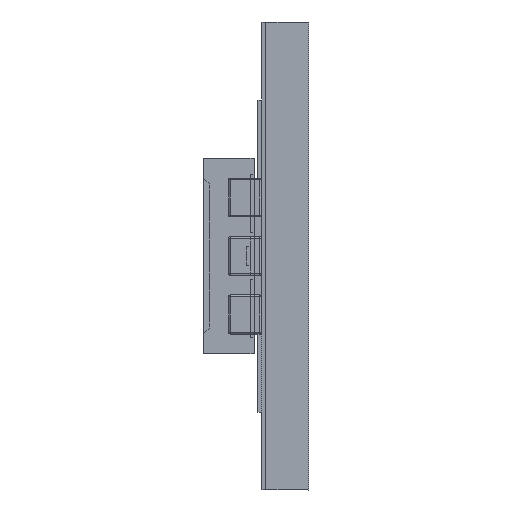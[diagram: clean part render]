
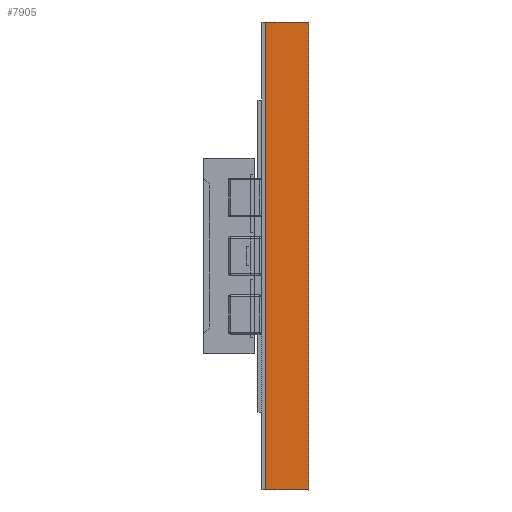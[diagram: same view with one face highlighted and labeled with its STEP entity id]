
A CAD part, left-side view. The second image highlights one B-rep face of the part: STEP entity #7905.
In plain terms, the highlighted planar face has unit normal (-1, 0, 0).
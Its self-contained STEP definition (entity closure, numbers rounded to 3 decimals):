
#96 = ORIENTED_EDGE ( 'NONE', *, *, #4709, .T. ) ;
#437 = LINE ( 'NONE', #1375, #7190 ) ;
#465 = DIRECTION ( 'NONE',  ( 0., 0., 1. ) ) ;
#1144 = FACE_OUTER_BOUND ( 'NONE', #7436, .T. ) ;
#1346 = EDGE_CURVE ( 'NONE', #8887, #10890, #8039, .T. ) ;
#1375 = CARTESIAN_POINT ( 'NONE',  ( 0., 0., 0. ) ) ;
#2770 = CARTESIAN_POINT ( 'NONE',  ( 0., 1.1, 0. ) ) ;
#2976 = DIRECTION ( 'NONE',  ( 0., -1., 0. ) ) ;
#2990 = VERTEX_POINT ( 'NONE', #4951 ) ;
#3053 = DIRECTION ( 'NONE',  ( 0., 0., -1. ) ) ;
#3514 = AXIS2_PLACEMENT_3D ( 'NONE', #5815, #10797, #3053 ) ;
#3874 = ORIENTED_EDGE ( 'NONE', *, *, #1346, .F. ) ;
#3934 = CARTESIAN_POINT ( 'NONE',  ( 0., 1.1, -12. ) ) ;
#4270 = ORIENTED_EDGE ( 'NONE', *, *, #7860, .T. ) ;
#4709 = EDGE_CURVE ( 'NONE', #5859, #2990, #437, .T. ) ;
#4815 = CARTESIAN_POINT ( 'NONE',  ( 0.01, 1.1, -7.997 ) ) ;
#4882 = PLANE ( 'NONE',  #3514 ) ;
#4951 = CARTESIAN_POINT ( 'NONE',  ( 0., 0., 0. ) ) ;
#5244 = CARTESIAN_POINT ( 'NONE',  ( 0.005, 1.1, -11.995 ) ) ;
#5815 = CARTESIAN_POINT ( 'NONE',  ( 0., 1.1, 0. ) ) ;
#5859 = VERTEX_POINT ( 'NONE', #10722 ) ;
#6883 = CARTESIAN_POINT ( 'NONE',  ( 0.005, 1.1, -0.005 ) ) ;
#7190 = VECTOR ( 'NONE', #465, 1000. ) ;
#7436 = EDGE_LOOP ( 'NONE', ( #96, #9377, #3874, #4270 ) ) ;
#7860 = EDGE_CURVE ( 'NONE', #8887, #5859, #9276, .T. ) ;
#7905 = ADVANCED_FACE ( 'NONE', ( #1144 ), #4882, .F. ) ;
#8039 = B_SPLINE_CURVE_WITH_KNOTS ( 'NONE', 3,
 ( #9732, #4815, #8675, #10604 ),
 .UNSPECIFIED., .F., .F.,
 ( 4, 4 ),
 ( 0., 1. ),
 .UNSPECIFIED. ) ;
#8524 = DIRECTION ( 'NONE',  ( 0., -1., 0. ) ) ;
#8675 = CARTESIAN_POINT ( 'NONE',  ( 0.01, 1.1, -4.003 ) ) ;
#8887 = VERTEX_POINT ( 'NONE', #5244 ) ;
#9276 = LINE ( 'NONE', #3934, #11520 ) ;
#9377 = ORIENTED_EDGE ( 'NONE', *, *, #11504, .F. ) ;
#9522 = LINE ( 'NONE', #2770, #11610 ) ;
#9732 = CARTESIAN_POINT ( 'NONE',  ( 0.005, 1.1, -11.995 ) ) ;
#10604 = CARTESIAN_POINT ( 'NONE',  ( 0.005, 1.1, -0.005 ) ) ;
#10722 = CARTESIAN_POINT ( 'NONE',  ( 0., 0., -12. ) ) ;
#10797 = DIRECTION ( 'NONE',  ( 1., 0., 0. ) ) ;
#10890 = VERTEX_POINT ( 'NONE', #6883 ) ;
#11504 = EDGE_CURVE ( 'NONE', #10890, #2990, #9522, .T. ) ;
#11520 = VECTOR ( 'NONE', #2976, 1000. ) ;
#11610 = VECTOR ( 'NONE', #8524, 1000. ) ;
